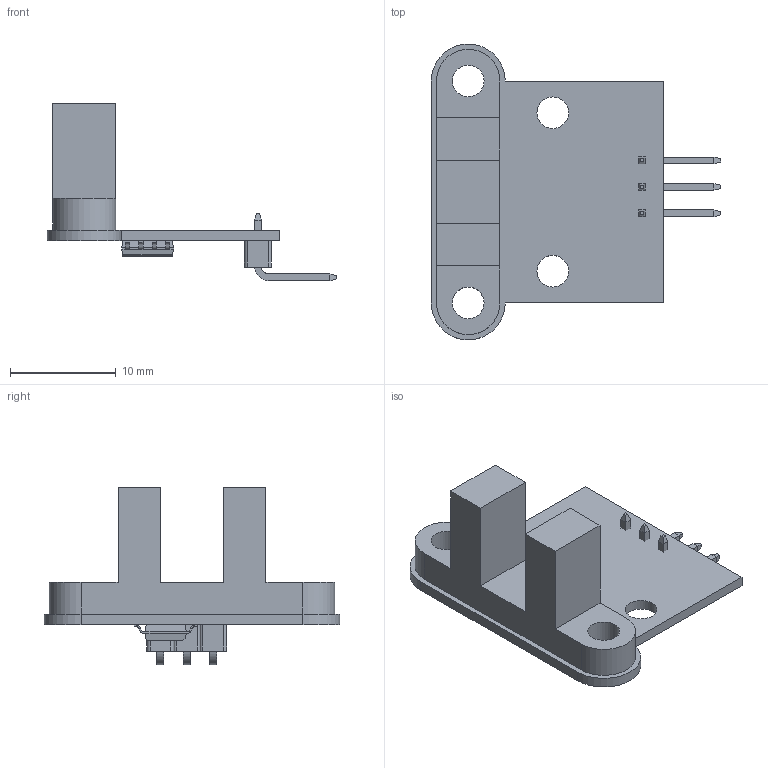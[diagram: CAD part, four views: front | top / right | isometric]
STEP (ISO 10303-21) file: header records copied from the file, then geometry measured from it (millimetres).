
FILE_DESCRIPTION(/* description */ (''),/* implementation_level */ '2;1');
FILE_NAME(/* name */ 'b8b060b2-9eff-46bd-b082-1fe7da1c73ed.stp',/* time_stamp */ '2025-08-11T20:10:27Z',/* author */ (''),/* organization */ (''),/* preprocessor_version */ 'ST-DEVELOPER v20.1',/* originating_system */ 'Autodesk Translation Framework v14.10.0.0',/* authorisation */ '');
FILE_SCHEMA (('AUTOMOTIVE_DESIGN { 1 0 10303 214 3 1 1 }'));
Length unit declared in the file: millimetre
Products named in the file (3): Feetech speed sensor FT-EN-001 (Gauthier Heiss); SOIC8; 90deg pin header (Adegbuyi Adeyemi)
Assembly tree (4 placements, depth 2):
  Feetech speed sensor FT-EN-001 (Gauthier Heiss)
    90deg pin header (Adegbuyi Adeyemi)  x3
    SOIC8
Bounding box: 27.4 x 28 x 16.78 mm (x, y, z)
Volume: 1412.2 mm3; surface area: 2251.8 mm2
Topology: 9 solids, 9 shells, 208 faces, 501 edges, 312 vertices
Faces by surface type: plane 160, cylinder 26, bspline 22
Full cylindrical faces by diameter (mm): 0.6 x1, 3 x6
Entity records: 5031 total; most frequent: CARTESIAN_POINT 1954, ORIENTED_EDGE 614, DIRECTION 535, EDGE_CURVE 307, LINE 237, VECTOR 237, VERTEX_POINT 192, AXIS2_PLACEMENT_3D 149
